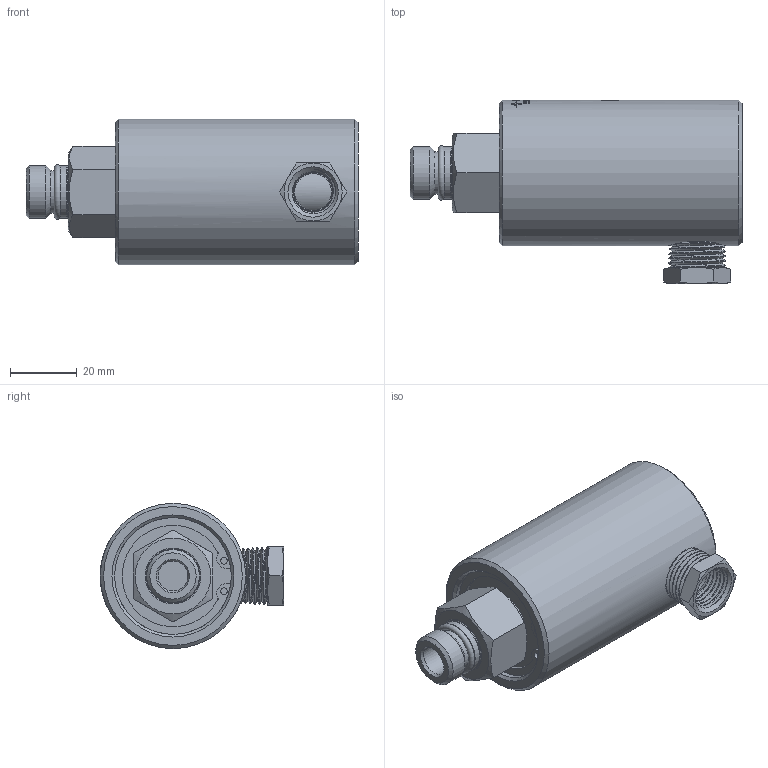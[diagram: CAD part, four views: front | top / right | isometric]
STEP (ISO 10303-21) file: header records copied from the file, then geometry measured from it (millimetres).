
FILE_DESCRIPTION(/* description */ (''),/* implementation_level */ '2;1');
FILE_NAME(/* name */ '1115-179-345-IC.stp',/* time_stamp */ '2020-05-14T10:42:26-05:00',/* author */ ('moorera'),/* organization */ (''),/* preprocessor_version */ 'ST-DEVELOPER v18.1',/* originating_system */ 'Autodesk Inventor 2020',/* authorisation */ '');
FILE_SCHEMA (('AUTOMOTIVE_DESIGN { 1 0 10303 214 3 1 1 }'));
Products named in the file (1): 1115-179-345-IC
Bounding box: 99.79 x 55.14 x 43.7 mm (x, y, z)
Volume: 114140 mm3; surface area: 19628.4 mm2
Topology: 1 solids, 2 shells, 402 faces, 1070 edges, 716 vertices
Faces by surface type: bspline 169, plane 134, cylinder 55, cone 40, torus 3, sphere 1
Full cylindrical faces by diameter (mm): 1.981 x2, 4.7 x1, 5.75 x1, 6 x1, 9 x1, 11.071 x1, 12.8 x1, 13.889 x1, 15.839 x1, 15.872 x1, 19.84 x1, 35.08 x1, 37.25 x1, 43.7 x1
Entity records: 54827 total; most frequent: CARTESIAN_POINT 45489, ORIENTED_EDGE 2140, DIRECTION 1523, EDGE_CURVE 1070, VERTEX_POINT 716, AXIS2_PLACEMENT_3D 567, EDGE_LOOP 451, FACE_OUTER_BOUND 402
